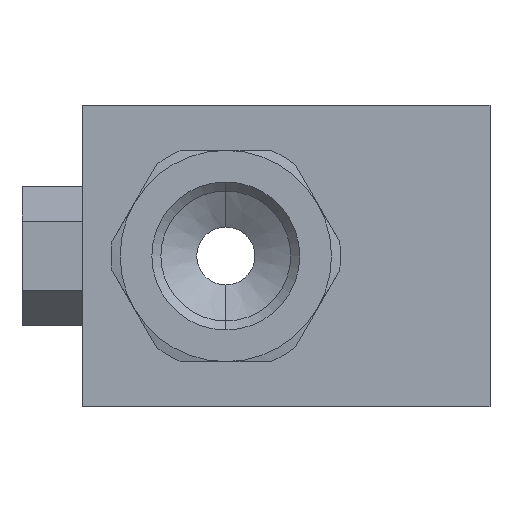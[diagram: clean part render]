
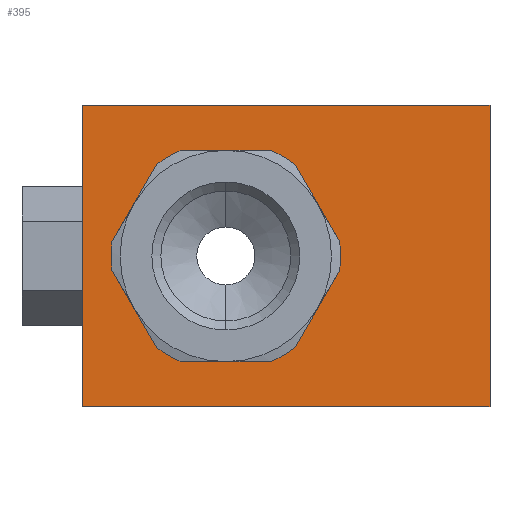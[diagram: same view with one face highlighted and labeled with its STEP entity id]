
A CAD part, left-side view. The second image highlights one B-rep face of the part: STEP entity #395.
In plain terms, the highlighted planar face has unit normal (-1, 0, 0).
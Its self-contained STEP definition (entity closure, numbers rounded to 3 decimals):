
#395=ADVANCED_FACE('',(#863,#864),#865,.F.);
#863=FACE_BOUND('',#1386,.T.);
#864=FACE_OUTER_BOUND('',#1387,.T.);
#865=PLANE('',#1388);
#1386=EDGE_LOOP('',(#3798,#3799));
#1387=EDGE_LOOP('',(#3800,#3801,#3802,#3803));
#1388=AXIS2_PLACEMENT_3D('',#3804,#3805,#3806);
#3798=ORIENTED_EDGE('',*,*,#4638,.T.);
#3799=ORIENTED_EDGE('',*,*,#4585,.T.);
#3800=ORIENTED_EDGE('',*,*,#4639,.T.);
#3801=ORIENTED_EDGE('',*,*,#4640,.F.);
#3802=ORIENTED_EDGE('',*,*,#4602,.F.);
#3803=ORIENTED_EDGE('',*,*,#4634,.T.);
#3804=CARTESIAN_POINT('',(0.0,0.0,20.0));
#3805=DIRECTION('',(1.0,0.0,0.0));
#3806=DIRECTION('',(0.0,0.0,-1.0));
#4585=EDGE_CURVE('',#5259,#5260,#5261,.T.);
#4602=EDGE_CURVE('',#5292,#5293,#5294,.T.);
#4634=EDGE_CURVE('',#5292,#5352,#5354,.T.);
#4638=EDGE_CURVE('',#5260,#5259,#5358,.T.);
#4639=EDGE_CURVE('',#5352,#5359,#5360,.T.);
#4640=EDGE_CURVE('',#5293,#5359,#5361,.T.);
#5259=VERTEX_POINT('',#6264);
#5260=VERTEX_POINT('',#6265);
#5261=CIRCLE('',#6266,4.25);
#5292=VERTEX_POINT('',#6387);
#5293=VERTEX_POINT('',#6388);
#5294=LINE('',#6389,#6390);
#5352=VERTEX_POINT('',#6616);
#5354=LINE('',#6619,#6620);
#5358=CIRCLE('',#6625,4.25);
#5359=VERTEX_POINT('',#6626);
#5360=LINE('',#6627,#6628);
#5361=LINE('',#6629,#6630);
#6264=CARTESIAN_POINT('',(0.0,7.5,14.25));
#6265=CARTESIAN_POINT('',(0.0,7.5,5.75));
#6266=AXIS2_PLACEMENT_3D('',#7774,#7775,#7776);
#6387=CARTESIAN_POINT('',(0.0,17.0,20.0));
#6388=CARTESIAN_POINT('',(0.0,-10.0,20.0));
#6389=CARTESIAN_POINT('',(0.0,0.0,20.0));
#6390=VECTOR('',#7790,1000.0);
#6616=CARTESIAN_POINT('',(0.0,17.0,0.0));
#6619=CARTESIAN_POINT('',(0.0,17.0,20.0));
#6620=VECTOR('',#7816,1000.0);
#6625=AXIS2_PLACEMENT_3D('',#7821,#7822,#7823);
#6626=CARTESIAN_POINT('',(0.0,-10.0,0.0));
#6627=CARTESIAN_POINT('',(0.0,0.0,0.0));
#6628=VECTOR('',#7824,1000.0);
#6629=CARTESIAN_POINT('',(0.0,-10.0,20.0));
#6630=VECTOR('',#7825,1000.0);
#7774=CARTESIAN_POINT('',(0.0,7.5,10.0));
#7775=DIRECTION('',(1.0,0.0,0.0));
#7776=DIRECTION('',(0.0,0.0,-1.0));
#7790=DIRECTION('',(-0.0,-1.0,-0.0));
#7816=DIRECTION('',(-0.0,-0.0,-1.0));
#7821=CARTESIAN_POINT('',(0.0,7.5,10.0));
#7822=DIRECTION('',(1.0,0.0,0.0));
#7823=DIRECTION('',(0.0,0.0,-1.0));
#7824=DIRECTION('',(-0.0,-1.0,-0.0));
#7825=DIRECTION('',(0.0,0.0,-1.0));
